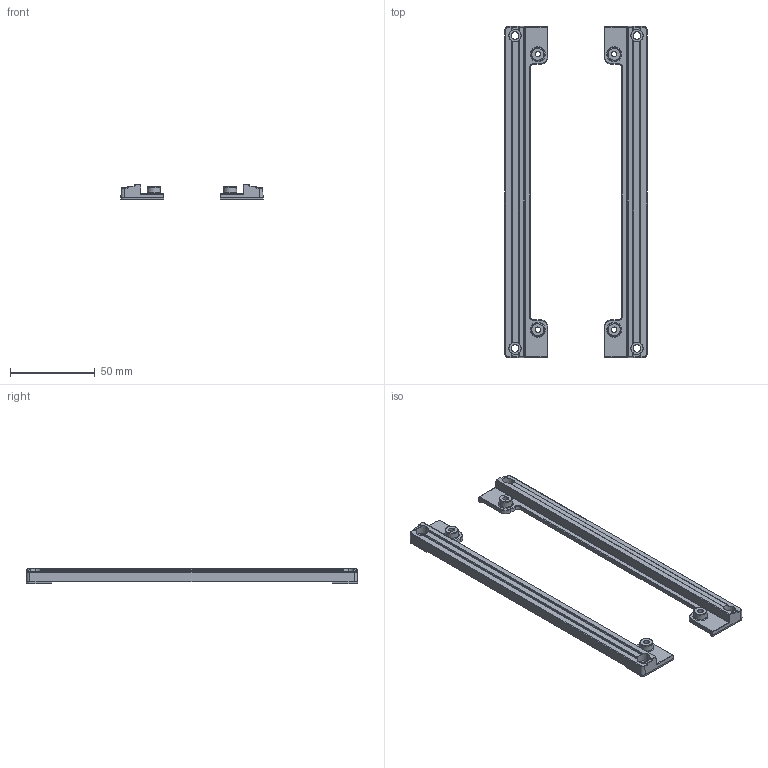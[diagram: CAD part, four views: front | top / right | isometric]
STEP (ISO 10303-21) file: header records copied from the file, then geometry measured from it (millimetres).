
FILE_DESCRIPTION (( 'STEP AP214' ), '1' );
FILE_NAME ('04000200.STEP', '2008-06-10T13:42:45', ( ' ' ), ( '' ), 'SwSTEP 2.0', 'SolidWorks 2008', '' );
FILE_SCHEMA (( 'AUTOMOTIVE_DESIGN' ));
Length unit declared in the file: millimetre
Products named in the file (3): 12679_Standard; 04000200
Assembly tree (3 placements, depth 3):
  04000200
    12679_Standard  x2
      12679_Standard
Bounding box: 84.17 x 196 x 9 mm (x, y, z)
Volume: 26805.4 mm3; surface area: 23227.7 mm2
Topology: 2 solids, 2 shells, 292 faces, 704 edges, 412 vertices
Faces by surface type: cylinder 96, plane 92, cone 36, bspline 32, torus 24, sphere 12
Entity records: 4545 total; most frequent: CARTESIAN_POINT 1239, ORIENTED_EDGE 696, DIRECTION 678, EDGE_CURVE 348, AXIS2_PLACEMENT_3D 257, VERTEX_POINT 206, VECTOR 164, LINE 164
